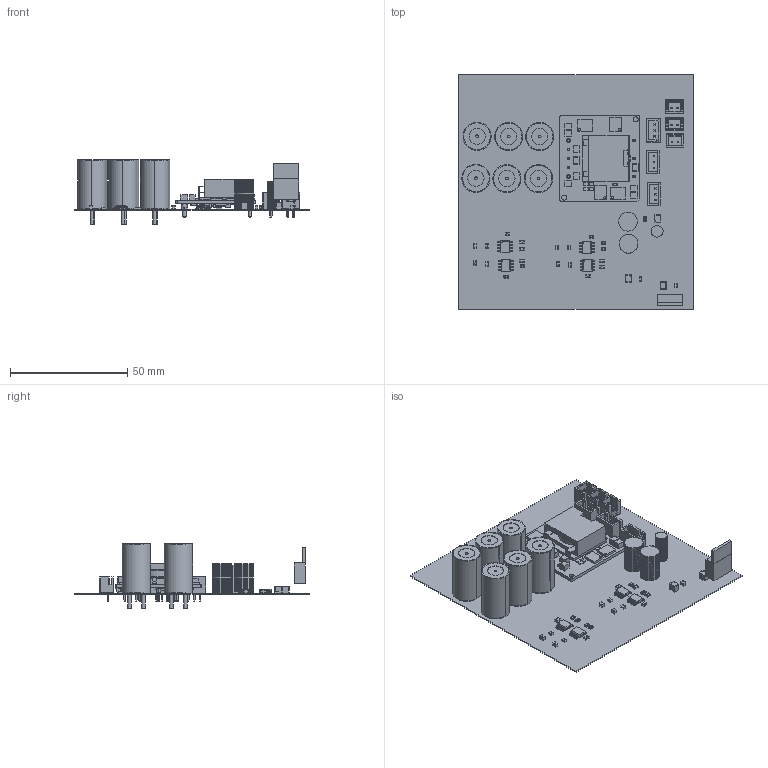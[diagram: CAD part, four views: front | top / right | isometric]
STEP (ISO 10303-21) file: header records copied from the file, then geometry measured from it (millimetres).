
FILE_DESCRIPTION(('Open CASCADE Model'),'2;1');
FILE_NAME('Open CASCADE Shape Model','2023-03-01T00:47:26',('Author'),( 'Open CASCADE'),'Open CASCADE STEP processor 7.5','Open CASCADE 7.5' ,'Unknown');
FILE_SCHEMA(('AUTOMOTIVE_DESIGN { 1 0 10303 214 1 1 1 1 }'));
Length unit declared in the file: millimetre
Products named in the file (91): PCB; Board; Open CASCADE STEP translator 7.5 1.1.1; PS1; 6728372000; U8; 6786515200; Extruded; 6786515040; R8; Res_Vishay_MCU08050D2210BP100_eec; terminals; body; logo; top; R7; R6; R5; L6; 6728365120; L5; L4; L3; L2; L1; C21; Cap_Murata_GRM21BC71C106KE11L_eec; side; Murata; C20; C19; C18; C17; C16; Cap_KEMET_C0805C472J3HAC_eec; C15; C14; C13; C12; C11 ...
Assembly tree (139 placements, depth 5):
  PCB
    Board
      Open CASCADE STEP translator 7.5 1.1.1
    PS1
      6728372000
    U8
      6786515200
        Extruded
      6786515040
        Extruded
    R8
      Res_Vishay_MCU08050D2210BP100_eec
        terminals
        body
        logo
        top
    R7
      Res_Vishay_MCU08050D2210BP100_eec
        terminals
        body
        logo
        top
    R6
      Res_Vishay_MCU08050D2210BP100_eec
        terminals
        body
        logo
        top
    R5
      Res_Vishay_MCU08050D2210BP100_eec
        terminals
        body
        logo
        top
    L6
      6728365120
    L5
      6728365120
    L4
      6728365120
    L3
      6728365120
    L2
      6728365120
    L1
      6728365120
    C21
      Cap_Murata_GRM21BC71C106KE11L_eec
        body
        side  x2
        Murata
    C20
      Cap_Murata_GRM21BC71C106KE11L_eec
        body
        side  x2
        Murata
    C19
      Cap_Murata_GRM21BC71C106KE11L_eec
        body
        side  x2
Bounding box: 100 x 100 x 27.38 mm (x, y, z)
Volume: 26483.1 mm3; surface area: 49898.3 mm2
Topology: 375 solids, 382 shells, 7046 faces, 23336 edges, 22444 vertices
Faces by surface type: plane 3675, bspline 1925, cylinder 1094, sphere 282, torus 42, cone 28
Full cylindrical faces by diameter (mm): 0.199 x4, 1.346 x12
Entity records: 74333 total; most frequent: CARTESIAN_POINT 19754, ORIENTED_EDGE 10274, DIRECTION 8987, EDGE_CURVE 5137, LINE 3625, VECTOR 3625, VERTEX_POINT 3310, AXIS2_PLACEMENT_3D 2681
